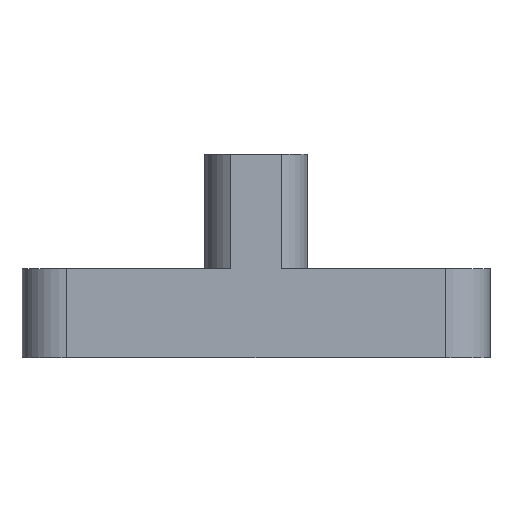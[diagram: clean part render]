
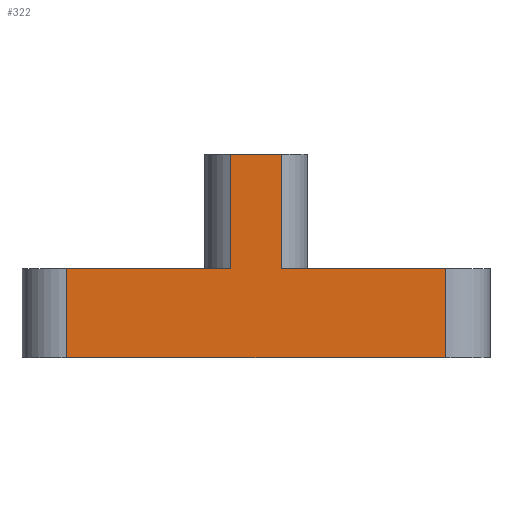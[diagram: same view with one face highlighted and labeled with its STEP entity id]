
A CAD part, front view. The second image highlights one B-rep face of the part: STEP entity #322.
In plain terms, the highlighted planar face has unit normal (0, -1, 0).
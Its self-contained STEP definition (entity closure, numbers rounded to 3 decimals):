
#23 = EDGE_CURVE ( 'NONE', #267, #64, #1098, .T. ) ;
#38 = ORIENTED_EDGE ( 'NONE', *, *, #502, .T. ) ;
#45 = DIRECTION ( 'NONE',  ( 1., 0., 0. ) ) ;
#64 = VERTEX_POINT ( 'NONE', #640 ) ;
#91 = LINE ( 'NONE', #1260, #1224 ) ;
#107 = EDGE_CURVE ( 'NONE', #300, #481, #91, .T. ) ;
#118 = EDGE_CURVE ( 'NONE', #481, #133, #1333, .T. ) ;
#133 = VERTEX_POINT ( 'NONE', #366 ) ;
#135 = ORIENTED_EDGE ( 'NONE', *, *, #1549, .F. ) ;
#142 = EDGE_CURVE ( 'NONE', #133, #1429, #580, .T. ) ;
#148 = EDGE_CURVE ( 'NONE', #64, #1429, #1453, .T. ) ;
#159 = EDGE_CURVE ( 'NONE', #1231, #267, #1197, .T. ) ;
#200 = CARTESIAN_POINT ( 'NONE',  ( -20.5, -3.9, 7.8 ) ) ;
#203 = CARTESIAN_POINT ( 'NONE',  ( -2.245, -3.9, 7.8 ) ) ;
#206 = DIRECTION ( 'NONE',  ( 0., 1., 0. ) ) ;
#213 = VERTEX_POINT ( 'NONE', #203 ) ;
#267 = VERTEX_POINT ( 'NONE', #1172 ) ;
#300 = VERTEX_POINT ( 'NONE', #633 ) ;
#322 = ADVANCED_FACE ( 'NONE', ( #1119 ), #905, .F. ) ;
#330 = VECTOR ( 'NONE', #1280, 1000. ) ;
#356 = CARTESIAN_POINT ( 'NONE',  ( 16.6, -3.9, 7.8 ) ) ;
#366 = CARTESIAN_POINT ( 'NONE',  ( 16.6, -3.9, 0. ) ) ;
#392 = VECTOR ( 'NONE', #1290, 1000. ) ;
#437 = ORIENTED_EDGE ( 'NONE', *, *, #142, .T. ) ;
#469 = DIRECTION ( 'NONE',  ( 0., 0., -1. ) ) ;
#474 = LINE ( 'NONE', #1024, #1431 ) ;
#481 = VERTEX_POINT ( 'NONE', #1317 ) ;
#502 = EDGE_CURVE ( 'NONE', #1231, #213, #1035, .T. ) ;
#577 = ORIENTED_EDGE ( 'NONE', *, *, #23, .F. ) ;
#580 = LINE ( 'NONE', #356, #330 ) ;
#590 = ORIENTED_EDGE ( 'NONE', *, *, #159, .F. ) ;
#633 = CARTESIAN_POINT ( 'NONE',  ( -16.6, -3.9, 7.8 ) ) ;
#640 = CARTESIAN_POINT ( 'NONE',  ( 2.245, -3.9, 7.8 ) ) ;
#747 = DIRECTION ( 'NONE',  ( 0., 0., 1. ) ) ;
#762 = DIRECTION ( 'NONE',  ( 0., 0., -1. ) ) ;
#826 = DIRECTION ( 'NONE',  ( 1., 0., 0. ) ) ;
#870 = ORIENTED_EDGE ( 'NONE', *, *, #107, .T. ) ;
#905 = PLANE ( 'NONE',  #1108 ) ;
#956 = ORIENTED_EDGE ( 'NONE', *, *, #148, .F. ) ;
#976 = CARTESIAN_POINT ( 'NONE',  ( -20.5, -3.9, 7.8 ) ) ;
#1013 = CARTESIAN_POINT ( 'NONE',  ( -20.5, -3.9, 0. ) ) ;
#1024 = CARTESIAN_POINT ( 'NONE',  ( -20.5, -3.9, 7.8 ) ) ;
#1026 = CARTESIAN_POINT ( 'NONE',  ( -2.245, -3.9, 17.8 ) ) ;
#1035 = LINE ( 'NONE', #1066, #1103 ) ;
#1060 = CARTESIAN_POINT ( 'NONE',  ( 16.6, -3.9, 7.8 ) ) ;
#1066 = CARTESIAN_POINT ( 'NONE',  ( -2.245, -3.9, 17.8 ) ) ;
#1098 = LINE ( 'NONE', #1111, #1467 ) ;
#1103 = VECTOR ( 'NONE', #469, 1000. ) ;
#1108 = AXIS2_PLACEMENT_3D ( 'NONE', #976, #206, #747 ) ;
#1111 = CARTESIAN_POINT ( 'NONE',  ( 2.245, -3.9, 17.8 ) ) ;
#1119 = FACE_OUTER_BOUND ( 'NONE', #1367, .T. ) ;
#1123 = DIRECTION ( 'NONE',  ( 0., 0., -1. ) ) ;
#1148 = ORIENTED_EDGE ( 'NONE', *, *, #118, .T. ) ;
#1172 = CARTESIAN_POINT ( 'NONE',  ( 2.245, -3.9, 17.8 ) ) ;
#1197 = LINE ( 'NONE', #1026, #1546 ) ;
#1224 = VECTOR ( 'NONE', #1123, 1000. ) ;
#1231 = VERTEX_POINT ( 'NONE', #1242 ) ;
#1242 = CARTESIAN_POINT ( 'NONE',  ( -2.245, -3.9, 17.8 ) ) ;
#1260 = CARTESIAN_POINT ( 'NONE',  ( -16.6, -3.9, 7.8 ) ) ;
#1280 = DIRECTION ( 'NONE',  ( 0., 0., 1. ) ) ;
#1290 = DIRECTION ( 'NONE',  ( 1., 0., 0. ) ) ;
#1317 = CARTESIAN_POINT ( 'NONE',  ( -16.6, -3.9, 0. ) ) ;
#1333 = LINE ( 'NONE', #1013, #1494 ) ;
#1367 = EDGE_LOOP ( 'NONE', ( #135, #870, #1148, #437, #956, #577, #590, #38 ) ) ;
#1429 = VERTEX_POINT ( 'NONE', #1060 ) ;
#1431 = VECTOR ( 'NONE', #1465, 1000. ) ;
#1453 = LINE ( 'NONE', #200, #392 ) ;
#1465 = DIRECTION ( 'NONE',  ( 1., 0., 0. ) ) ;
#1467 = VECTOR ( 'NONE', #762, 1000. ) ;
#1494 = VECTOR ( 'NONE', #45, 1000. ) ;
#1546 = VECTOR ( 'NONE', #826, 1000. ) ;
#1549 = EDGE_CURVE ( 'NONE', #300, #213, #474, .T. ) ;
